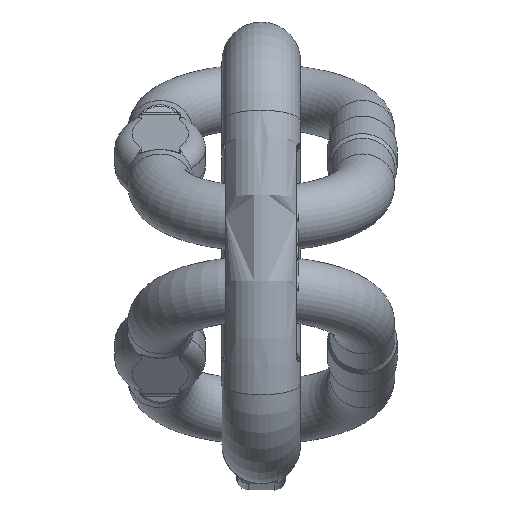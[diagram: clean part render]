
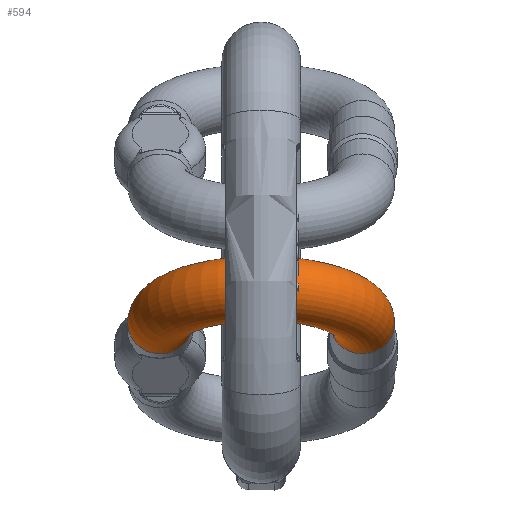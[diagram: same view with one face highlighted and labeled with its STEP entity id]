
A CAD part, top view. The second image highlights one B-rep face of the part: STEP entity #594.
In plain terms, the highlighted toroidal (fillet/blend) face has major radius 51.5 mm and minor radius 16.5 mm.
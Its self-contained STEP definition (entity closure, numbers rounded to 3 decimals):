
#165=TOROIDAL_SURFACE('',#3939,51.5,16.5);
#594=ADVANCED_FACE('',(#909,#910),#165,.T.);
#802=CIRCLE('',#3930,16.5);
#803=CIRCLE('',#3932,16.5);
#909=FACE_BOUND('',#1102,.T.);
#910=FACE_BOUND('',#1103,.T.);
#1102=EDGE_LOOP('',(#2226));
#1103=EDGE_LOOP('',(#2227));
#2226=ORIENTED_EDGE('',*,*,#3321,.F.);
#2227=ORIENTED_EDGE('',*,*,#3320,.T.);
#2847=VERTEX_POINT('',#7618);
#2848=VERTEX_POINT('',#7621);
#3320=EDGE_CURVE('',#2847,#2847,#802,.T.);
#3321=EDGE_CURVE('',#2848,#2848,#803,.T.);
#3930=AXIS2_PLACEMENT_3D('',#7617,#4528,#4529);
#3932=AXIS2_PLACEMENT_3D('',#7620,#4532,#4533);
#3939=AXIS2_PLACEMENT_3D('',#7631,#4546,#4547);
#4528=DIRECTION('',(0.,0.342,0.94));
#4529=DIRECTION('',(1.,0.,0.));
#4532=DIRECTION('',(0.,-0.342,-0.94));
#4533=DIRECTION('',(-1.,0.,0.));
#4546=DIRECTION('',(0.,-0.94,0.342));
#4547=DIRECTION('',(-1.,0.,0.));
#7617=CARTESIAN_POINT('',(-51.5,-35.386,-199.889));
#7618=CARTESIAN_POINT('',(-35.,-35.386,-199.889));
#7620=CARTESIAN_POINT('',(51.5,-35.386,-199.889));
#7621=CARTESIAN_POINT('',(35.,-35.386,-199.889));
#7631=CARTESIAN_POINT('',(0.,-35.386,-199.889));
